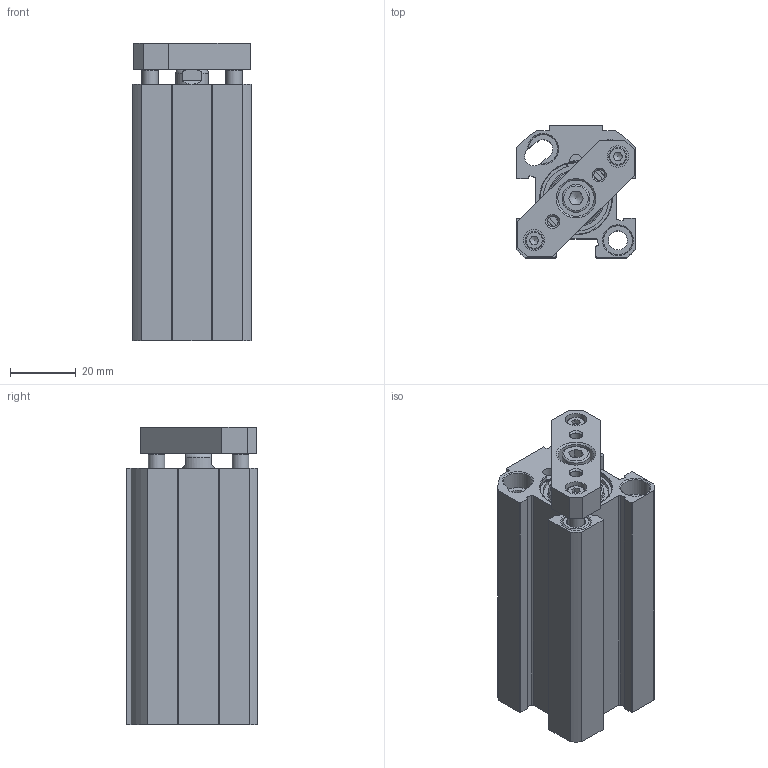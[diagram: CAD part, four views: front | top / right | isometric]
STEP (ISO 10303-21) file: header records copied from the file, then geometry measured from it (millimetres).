
FILE_DESCRIPTION((''),'2;1');
FILE_NAME('FDMA020.040.GS.F.stp','2016-03-21T10:21:38',('carlo.corazza'),(''),'Autodesk Inventor 2013','Autodesk Inventor 2013','');
FILE_SCHEMA(('AUTOMOTIVE_DESIGN { 1 0 10303 214 1 1 1 1 }'));
Length unit declared in the file: millimetre
Products named in the file (7): FDMA020..GS.F; COLONNETTA-040; CORPO-040; STAFFA; STELO-040; TA; TP
Assembly tree (7 placements, depth 2):
  FDMA020..GS.F
    COLONNETTA-040  x2
    CORPO-040
    STAFFA
    STELO-040
    TA
    TP
Bounding box: 36 x 40 x 90.5 mm (x, y, z)
Volume: 65291 mm3; surface area: 39501.1 mm2
Topology: 11 solids, 11 shells, 277 faces, 653 edges, 420 vertices
Faces by surface type: plane 124, cylinder 89, cone 51, torus 13
Full cylindrical faces by diameter (mm): 1.6 x2, 2.459 x2, 3.242 x2, 4.134 x4, 5 x4, 5.25 x1, 5.5 x2, 5.8 x2, 6.5 x2, 8.5 x1, 8.7 x2, 8.8 x4, 10 x1, 10.48 x1, 11 x1, 11.4 x1, 13.84 x1, 14 x1, 16.5 x1, 17.6 x1, 20 x1, 20.1 x1, 21.6 x5, 22.8 x2
Entity records: 7691 total; most frequent: CARTESIAN_POINT 1410, DIRECTION 1284, ORIENTED_EDGE 1030, AXIS2_PLACEMENT_3D 520, EDGE_CURVE 515, EDGE_LOOP 413, VERTEX_POINT 386, FACE_OUTER_BOUND 269
